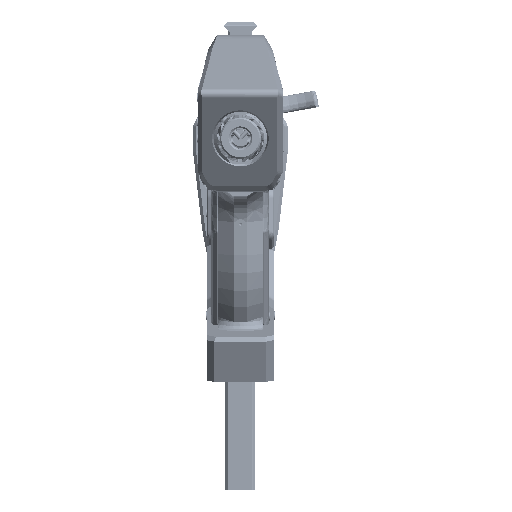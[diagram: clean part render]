
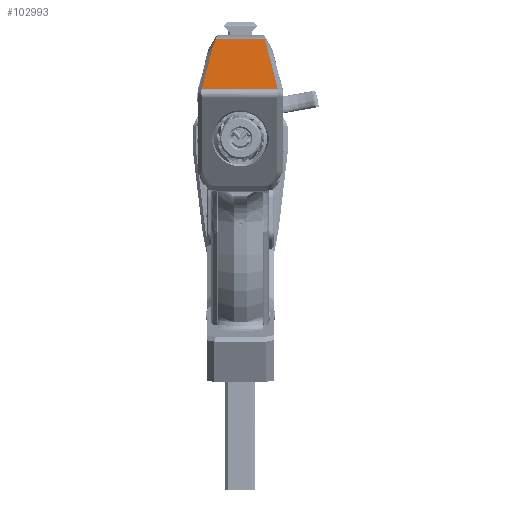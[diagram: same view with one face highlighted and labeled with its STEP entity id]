
A CAD part, front view. The second image highlights one B-rep face of the part: STEP entity #102993.
In plain terms, the highlighted planar face has unit normal (0, -0.381, 0.925).
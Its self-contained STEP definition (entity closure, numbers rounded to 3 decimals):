
#102993 = ADVANCED_FACE('',(#102994),#103046,.F.);
#102994 = FACE_BOUND('',#102995,.T.);
#102995 = EDGE_LOOP('',(#102996,#103006,#103014,#103022,#103031,#103039)
  );
#102996 = ORIENTED_EDGE('',*,*,#102997,.T.);
#102997 = EDGE_CURVE('',#102998,#103000,#103002,.T.);
#102998 = VERTEX_POINT('',#102999);
#102999 = CARTESIAN_POINT('',(-18.726,-293.151,
    57.31));
#103000 = VERTEX_POINT('',#103001);
#103001 = CARTESIAN_POINT('',(-25.134,-353.858,
    32.308));
#103002 = LINE('',#103003,#103004);
#103003 = CARTESIAN_POINT('',(-25.637,-358.622,
    30.346));
#103004 = VECTOR('',#103005,1.);
#103005 = DIRECTION('',(-0.097,-0.92,
    -0.379));
#103006 = ORIENTED_EDGE('',*,*,#103007,.T.);
#103007 = EDGE_CURVE('',#103000,#103008,#103010,.T.);
#103008 = VERTEX_POINT('',#103009);
#103009 = CARTESIAN_POINT('',(24.505,-353.858,
    32.308));
#103010 = LINE('',#103011,#103012);
#103011 = CARTESIAN_POINT('',(24.45,-353.858,
    32.308));
#103012 = VECTOR('',#103013,1.);
#103013 = DIRECTION('',(1.,0.,0.));
#103014 = ORIENTED_EDGE('',*,*,#103015,.T.);
#103015 = EDGE_CURVE('',#103008,#103016,#103018,.T.);
#103016 = VERTEX_POINT('',#103017);
#103017 = CARTESIAN_POINT('',(17.63,-288.718,
    59.136));
#103018 = LINE('',#103019,#103020);
#103019 = CARTESIAN_POINT('',(18.046,-292.668,
    57.509));
#103020 = VECTOR('',#103021,1.);
#103021 = DIRECTION('',(-0.097,0.92,0.379
    ));
#103022 = ORIENTED_EDGE('',*,*,#103023,.F.);
#103023 = EDGE_CURVE('',#103024,#103016,#103026,.T.);
#103024 = VERTEX_POINT('',#103025);
#103025 = CARTESIAN_POINT('',(15.605,-273.901,
    65.238));
#103026 = ELLIPSE('',#103027,174.785,30.);
#103027 = AXIS2_PLACEMENT_3D('',#103028,#103029,#103030);
#103028 = CARTESIAN_POINT('',(-43.271,-171.858,
    107.264));
#103029 = DIRECTION('',(0.,0.381,
    -0.925));
#103030 = DIRECTION('',(-0.314,0.878,0.362));
#103031 = ORIENTED_EDGE('',*,*,#103032,.F.);
#103032 = EDGE_CURVE('',#103033,#103024,#103035,.T.);
#103033 = VERTEX_POINT('',#103034);
#103034 = CARTESIAN_POINT('',(-15.946,-273.901,
    65.238));
#103035 = LINE('',#103036,#103037);
#103036 = CARTESIAN_POINT('',(-15.456,-273.901,
    65.238));
#103037 = VECTOR('',#103038,1.);
#103038 = DIRECTION('',(1.,0.,0.));
#103039 = ORIENTED_EDGE('',*,*,#103040,.F.);
#103040 = EDGE_CURVE('',#102998,#103033,#103041,.T.);
#103041 = ELLIPSE('',#103042,174.785,30.);
#103042 = AXIS2_PLACEMENT_3D('',#103043,#103044,#103045);
#103043 = CARTESIAN_POINT('',(42.175,-176.291,
    105.438));
#103044 = DIRECTION('',(0.,0.381,
    -0.925));
#103045 = DIRECTION('',(0.314,0.878,0.362));
#103046 = PLANE('',#103047);
#103047 = AXIS2_PLACEMENT_3D('',#103048,#103049,#103050);
#103048 = CARTESIAN_POINT('',(-211.77,-313.409,
    48.967));
#103049 = DIRECTION('',(0.,0.381,-0.925));
#103050 = DIRECTION('',(0.,0.925,0.381));
